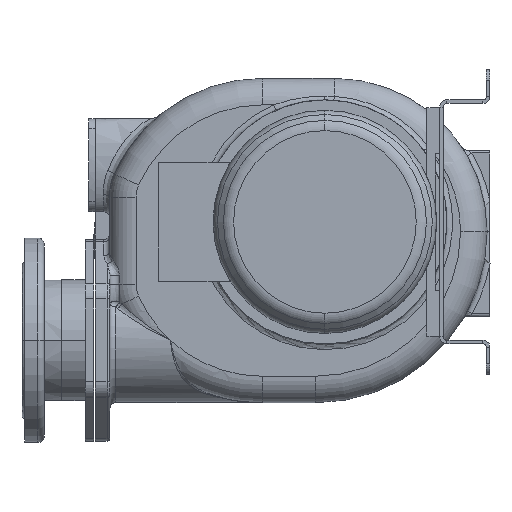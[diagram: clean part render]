
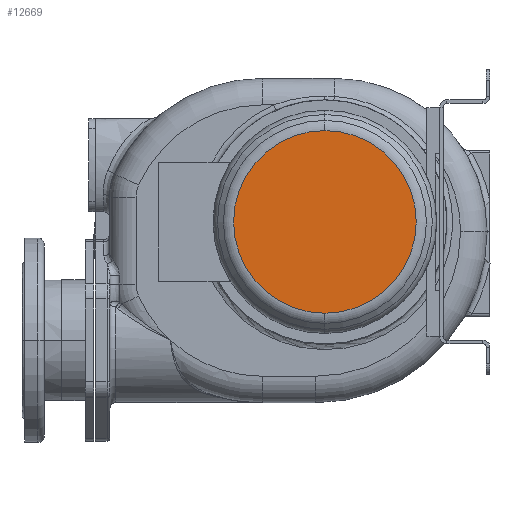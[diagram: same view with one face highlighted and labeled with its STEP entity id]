
A CAD part, left-side view. The second image highlights one B-rep face of the part: STEP entity #12669.
In plain terms, the highlighted planar face has unit normal (-1, 0, 0).
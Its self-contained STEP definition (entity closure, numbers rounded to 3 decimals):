
#202=CARTESIAN_POINT('',(-723.5,230.,0.));
#203=DIRECTION('',(-1.,0.,0.));
#204=DIRECTION('',(0.,0.,-1.));
#205=AXIS2_PLACEMENT_3D('',#202,#203,#204);
#207=CARTESIAN_POINT('',(-723.5,230.,0.));
#208=DIRECTION('',(-1.,0.,0.));
#209=DIRECTION('',(0.,0.,1.));
#210=AXIS2_PLACEMENT_3D('',#207,#208,#209);
#11924=CARTESIAN_POINT('',(-723.5,230.,-127.216));
#11925=CARTESIAN_POINT('',(-723.5,230.,127.216));
#11926=VERTEX_POINT('',#11924);
#11927=VERTEX_POINT('',#11925);
#12659=CARTESIAN_POINT('',(-723.5,230.,0.));
#12660=DIRECTION('',(1.,0.,0.));
#12661=DIRECTION('',(0.,0.,-1.));
#12662=AXIS2_PLACEMENT_3D('',#12659,#12660,#12661);
#12663=PLANE('',#12662);
#12665=ORIENTED_EDGE('',*,*,#12664,.F.);
#12666=ORIENTED_EDGE('',*,*,#12649,.F.);
#12667=EDGE_LOOP('',(#12665,#12666));
#12668=FACE_OUTER_BOUND('',#12667,.F.);
#12669=ADVANCED_FACE('',(#12668),#12663,.F.);
#206=CIRCLE('',#205,127.216);
#211=CIRCLE('',#210,127.216);
#12649=EDGE_CURVE('',#11927,#11926,#211,.T.);
#12664=EDGE_CURVE('',#11926,#11927,#206,.T.);
